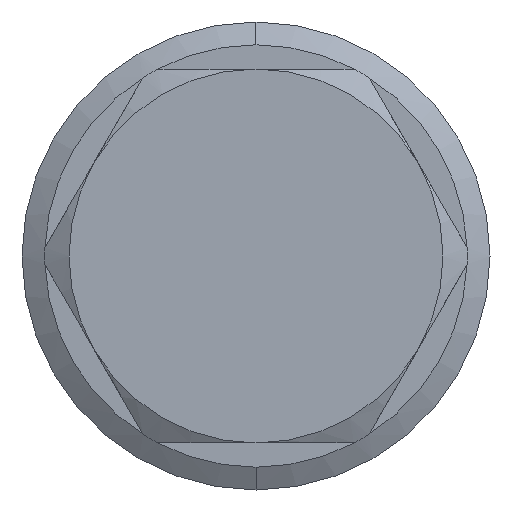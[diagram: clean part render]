
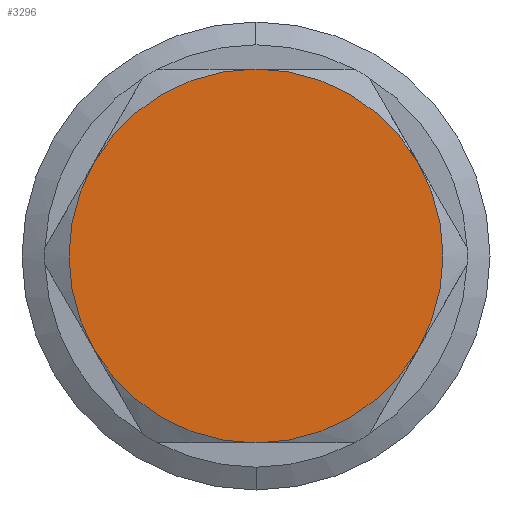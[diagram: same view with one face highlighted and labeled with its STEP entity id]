
A CAD part, left-side view. The second image highlights one B-rep face of the part: STEP entity #3296.
In plain terms, the highlighted planar face has unit normal (-1, 0, 0).
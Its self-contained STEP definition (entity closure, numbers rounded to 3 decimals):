
#86 = EDGE_CURVE ( 'NONE', #4174, #4088, #1567, .T. ) ;
#129 = EDGE_CURVE ( 'NONE', #4088, #4155, #1521, .T. ) ;
#917 = EDGE_CURVE ( 'NONE', #4287, #4464, #4660, .T. ) ;
#925 = EDGE_CURVE ( 'NONE', #4155, #4345, #4656, .T. ) ;
#947 = EDGE_CURVE ( 'NONE', #4345, #4287, #4626, .T. ) ;
#968 = EDGE_CURVE ( 'NONE', #4464, #4174, #4701, .T. ) ;
#1312 = AXIS2_PLACEMENT_3D ( 'NONE', #2148, #1933, #2190 ) ;
#1327 = AXIS2_PLACEMENT_3D ( 'NONE', #3801, #3783, #3766 ) ;
#1422 = AXIS2_PLACEMENT_3D ( 'NONE', #5672, #5673, #5674 ) ;
#1423 = AXIS2_PLACEMENT_3D ( 'NONE', #5724, #5725, #5726 ) ;
#1437 = AXIS2_PLACEMENT_3D ( 'NONE', #5955, #5956, #5957 ) ;
#1444 = AXIS2_PLACEMENT_3D ( 'NONE', #6234, #6235, #6236 ) ;
#1458 = AXIS2_PLACEMENT_3D ( 'NONE', #6438, #6448, #6449 ) ;
#1521 = CIRCLE ( 'NONE', #1327, 15.85 ) ;
#1567 = CIRCLE ( 'NONE', #1312, 15.85 ) ;
#1933 = DIRECTION ( 'NONE',  ( -1., 0., 0. ) ) ;
#2148 = CARTESIAN_POINT ( 'NONE',  ( 0., 0., 0. ) ) ;
#2190 = DIRECTION ( 'NONE',  ( 0., 0., 1. ) ) ;
#2525 = ORIENTED_EDGE ( 'NONE', *, *, #917, .T. ) ;
#2645 = ORIENTED_EDGE ( 'NONE', *, *, #968, .T. ) ;
#2720 = ORIENTED_EDGE ( 'NONE', *, *, #129, .T. ) ;
#2777 = ORIENTED_EDGE ( 'NONE', *, *, #947, .T. ) ;
#3296 = ADVANCED_FACE ( 'NONE', ( #9721 ), #6445, .F. ) ;
#3766 = DIRECTION ( 'NONE',  ( 0., 0., 1. ) ) ;
#3783 = DIRECTION ( 'NONE',  ( -1., 0., 0. ) ) ;
#3801 = CARTESIAN_POINT ( 'NONE',  ( 0., 0., 0. ) ) ;
#4088 = VERTEX_POINT ( 'NONE', #8825 ) ;
#4155 = VERTEX_POINT ( 'NONE', #8871 ) ;
#4174 = VERTEX_POINT ( 'NONE', #8885 ) ;
#4287 = VERTEX_POINT ( 'NONE', #8961 ) ;
#4345 = VERTEX_POINT ( 'NONE', #8996 ) ;
#4464 = VERTEX_POINT ( 'NONE', #9114 ) ;
#4626 = CIRCLE ( 'NONE', #1437, 15.85 ) ;
#4656 = CIRCLE ( 'NONE', #1423, 15.85 ) ;
#4660 = CIRCLE ( 'NONE', #1422, 15.85 ) ;
#4701 = CIRCLE ( 'NONE', #1444, 15.85 ) ;
#5672 = CARTESIAN_POINT ( 'NONE',  ( 0., 0., 0. ) ) ;
#5673 = DIRECTION ( 'NONE',  ( -1., 0., 0. ) ) ;
#5674 = DIRECTION ( 'NONE',  ( 0., 0., 1. ) ) ;
#5724 = CARTESIAN_POINT ( 'NONE',  ( 0., 0., 0. ) ) ;
#5725 = DIRECTION ( 'NONE',  ( -1., 0., 0. ) ) ;
#5726 = DIRECTION ( 'NONE',  ( 0., 0., 1. ) ) ;
#5955 = CARTESIAN_POINT ( 'NONE',  ( 0., 0., 0. ) ) ;
#5956 = DIRECTION ( 'NONE',  ( -1., 0., 0. ) ) ;
#5957 = DIRECTION ( 'NONE',  ( 0., 0., 1. ) ) ;
#6234 = CARTESIAN_POINT ( 'NONE',  ( 0., 0., 0. ) ) ;
#6235 = DIRECTION ( 'NONE',  ( -1., 0., 0. ) ) ;
#6236 = DIRECTION ( 'NONE',  ( 0., 0., 1. ) ) ;
#6438 = CARTESIAN_POINT ( 'NONE',  ( 0., 0., 0. ) ) ;
#6445 = PLANE ( 'NONE',  #1458 ) ;
#6448 = DIRECTION ( 'NONE',  ( 1., 0., 0. ) ) ;
#6449 = DIRECTION ( 'NONE',  ( 0., 0., -1. ) ) ;
#7526 = EDGE_LOOP ( 'NONE', ( #7760, #2720, #7613, #2777, #2525, #2645 ) ) ;
#7613 = ORIENTED_EDGE ( 'NONE', *, *, #925, .T. ) ;
#7760 = ORIENTED_EDGE ( 'NONE', *, *, #86, .T. ) ;
#8825 = CARTESIAN_POINT ( 'NONE',  ( 0., 13.727, 7.925 ) ) ;
#8871 = CARTESIAN_POINT ( 'NONE',  ( 0., 13.727, -7.925 ) ) ;
#8885 = CARTESIAN_POINT ( 'NONE',  ( 0., 0., 15.85 ) ) ;
#8961 = CARTESIAN_POINT ( 'NONE',  ( 0., -13.727, -7.925 ) ) ;
#8996 = CARTESIAN_POINT ( 'NONE',  ( 0., 0., -15.85 ) ) ;
#9114 = CARTESIAN_POINT ( 'NONE',  ( 0., -13.727, 7.925 ) ) ;
#9721 = FACE_OUTER_BOUND ( 'NONE', #7526, .T. ) ;
